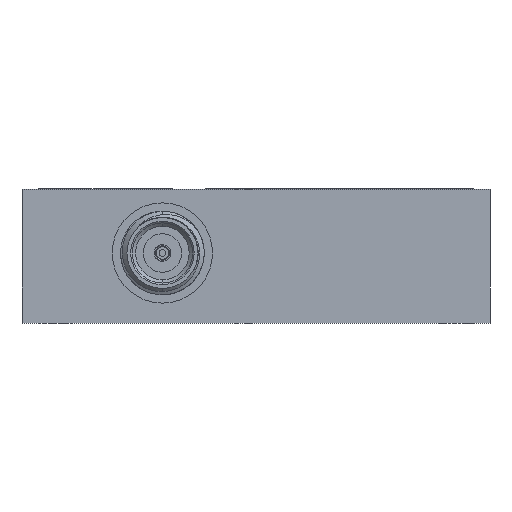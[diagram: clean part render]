
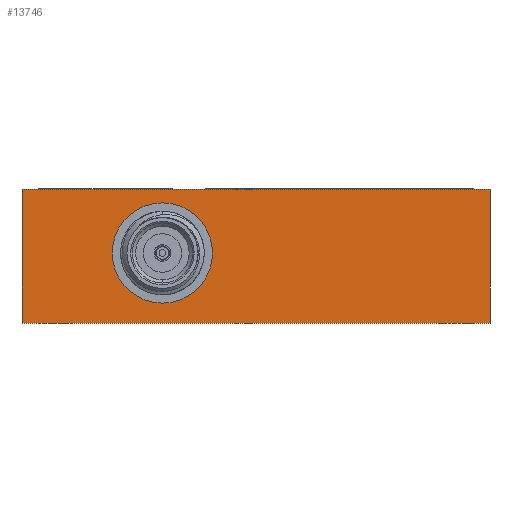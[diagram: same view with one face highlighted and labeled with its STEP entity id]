
A CAD part, left-side view. The second image highlights one B-rep face of the part: STEP entity #13746.
In plain terms, the highlighted planar face has unit normal (-1, 0, 0).
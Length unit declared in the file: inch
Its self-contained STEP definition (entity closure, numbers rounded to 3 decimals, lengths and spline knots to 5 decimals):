
#231 = EDGE_LOOP ( 'NONE', ( #6513, #10246 ) ) ;
#1961 = PLANE ( 'NONE',  #13023 ) ;
#2354 = CARTESIAN_POINT ( 'NONE',  ( -0.695, -0.7, 0.2 ) ) ;
#2480 = VERTEX_POINT ( 'NONE', #20121 ) ;
#3278 = ORIENTED_EDGE ( 'NONE', *, *, #20993, .F. ) ;
#3381 = FACE_OUTER_BOUND ( 'NONE', #27102, .T. ) ;
#3757 = VERTEX_POINT ( 'NONE', #8487 ) ;
#3773 = VERTEX_POINT ( 'NONE', #10755 ) ;
#4278 = ORIENTED_EDGE ( 'NONE', *, *, #20070, .T. ) ;
#4341 = ORIENTED_EDGE ( 'NONE', *, *, #16645, .T. ) ;
#4709 = LINE ( 'NONE', #11582, #28334 ) ;
#4900 = EDGE_CURVE ( 'NONE', #3773, #2480, #8561, .T. ) ;
#6513 = ORIENTED_EDGE ( 'NONE', *, *, #25337, .F. ) ;
#8325 = DIRECTION ( 'NONE',  ( -1., 0., 0. ) ) ;
#8472 = VECTOR ( 'NONE', #11277, 39.37008 ) ;
#8487 = CARTESIAN_POINT ( 'NONE',  ( -0.695, -0.7, 0.2 ) ) ;
#8561 = CIRCLE ( 'NONE', #23277, 0.15 ) ;
#9100 = DIRECTION ( 'NONE',  ( 1., 0., 0. ) ) ;
#9647 = VERTEX_POINT ( 'NONE', #19161 ) ;
#9854 = DIRECTION ( 'NONE',  ( 0., -1., 0. ) ) ;
#9867 = CARTESIAN_POINT ( 'NONE',  ( -0.695, 0.7, 0.2 ) ) ;
#9968 = FACE_BOUND ( 'NONE', #231, .T. ) ;
#10107 = ORIENTED_EDGE ( 'NONE', *, *, #19403, .F. ) ;
#10118 = DIRECTION ( 'NONE',  ( -1., 0., 0. ) ) ;
#10246 = ORIENTED_EDGE ( 'NONE', *, *, #4900, .F. ) ;
#10755 = CARTESIAN_POINT ( 'NONE',  ( -0.695, 0.28, -0.14 ) ) ;
#11277 = DIRECTION ( 'NONE',  ( 0., 0., -1. ) ) ;
#11582 = CARTESIAN_POINT ( 'NONE',  ( -0.695, -0.7, -0.2 ) ) ;
#11957 = LINE ( 'NONE', #14465, #22358 ) ;
#13023 = AXIS2_PLACEMENT_3D ( 'NONE', #18271, #9100, #27093 ) ;
#13746 = ADVANCED_FACE ( 'NONE', ( #9968, #3381 ), #1961, .F. ) ;
#14465 = CARTESIAN_POINT ( 'NONE',  ( -0.695, 0.7, 0.2 ) ) ;
#16645 = EDGE_CURVE ( 'NONE', #18019, #26287, #11957, .T. ) ;
#17421 = AXIS2_PLACEMENT_3D ( 'NONE', #27626, #10118, #25665 ) ;
#18019 = VERTEX_POINT ( 'NONE', #9867 ) ;
#18271 = CARTESIAN_POINT ( 'NONE',  ( -0.695, -0.7, 0.2 ) ) ;
#18440 = DIRECTION ( 'NONE',  ( 0., 0., -1. ) ) ;
#18911 = CARTESIAN_POINT ( 'NONE',  ( -0.695, -0.7, 0.2 ) ) ;
#19161 = CARTESIAN_POINT ( 'NONE',  ( -0.695, -0.7, -0.2 ) ) ;
#19209 = LINE ( 'NONE', #18911, #25472 ) ;
#19403 = EDGE_CURVE ( 'NONE', #18019, #3757, #19209, .T. ) ;
#20070 = EDGE_CURVE ( 'NONE', #26287, #9647, #4709, .T. ) ;
#20121 = CARTESIAN_POINT ( 'NONE',  ( -0.695, 0.28, 0.16 ) ) ;
#20993 = EDGE_CURVE ( 'NONE', #3757, #9647, #28664, .T. ) ;
#21582 = CARTESIAN_POINT ( 'NONE',  ( -0.695, 0.28, 0.01 ) ) ;
#22358 = VECTOR ( 'NONE', #18440, 39.37008 ) ;
#22936 = CIRCLE ( 'NONE', #17421, 0.15 ) ;
#23277 = AXIS2_PLACEMENT_3D ( 'NONE', #21582, #8325, #23883 ) ;
#23883 = DIRECTION ( 'NONE',  ( 0., 0., 1. ) ) ;
#25337 = EDGE_CURVE ( 'NONE', #2480, #3773, #22936, .T. ) ;
#25472 = VECTOR ( 'NONE', #9854, 39.37008 ) ;
#25665 = DIRECTION ( 'NONE',  ( 0., 0., 1. ) ) ;
#26287 = VERTEX_POINT ( 'NONE', #26955 ) ;
#26921 = DIRECTION ( 'NONE',  ( 0., -1., 0. ) ) ;
#26955 = CARTESIAN_POINT ( 'NONE',  ( -0.695, 0.7, -0.2 ) ) ;
#27093 = DIRECTION ( 'NONE',  ( 0., 0., -1. ) ) ;
#27102 = EDGE_LOOP ( 'NONE', ( #4278, #3278, #10107, #4341 ) ) ;
#27626 = CARTESIAN_POINT ( 'NONE',  ( -0.695, 0.28, 0.01 ) ) ;
#28334 = VECTOR ( 'NONE', #26921, 39.37008 ) ;
#28664 = LINE ( 'NONE', #2354, #8472 ) ;
